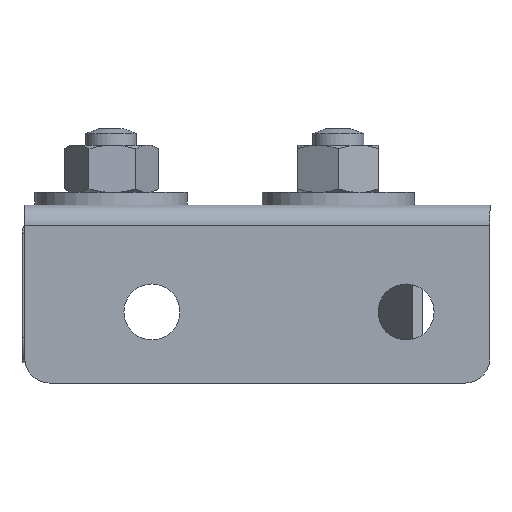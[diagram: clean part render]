
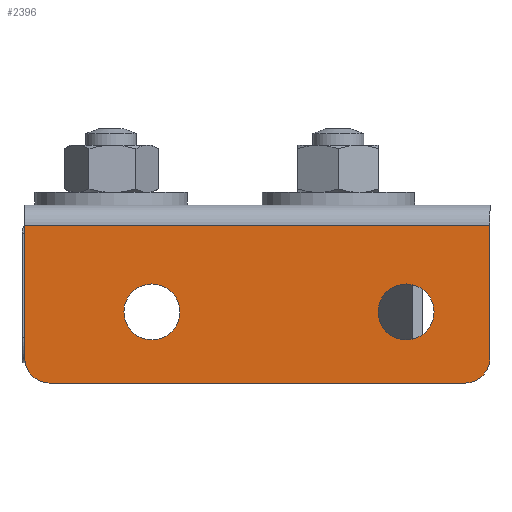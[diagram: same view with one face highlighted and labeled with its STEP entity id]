
A CAD part, left-side view. The second image highlights one B-rep face of the part: STEP entity #2396.
In plain terms, the highlighted face is planar.
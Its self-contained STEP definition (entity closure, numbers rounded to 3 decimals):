
#111=FACE_BOUND('',#354,.T.);
#112=FACE_BOUND('',#355,.T.);
#137=PLANE('',#2655);
#213=FACE_OUTER_BOUND('',#353,.T.);
#353=EDGE_LOOP('',(#1643,#1644,#1645,#1646,#1647,#1648));
#354=EDGE_LOOP('',(#1649,#1650));
#355=EDGE_LOOP('',(#1651,#1652));
#518=LINE('',#3679,#728);
#521=LINE('',#3685,#731);
#522=LINE('',#3689,#732);
#523=LINE('',#3690,#733);
#728=VECTOR('',#2932,10.);
#731=VECTOR('',#2937,10.);
#732=VECTOR('',#2940,10.);
#733=VECTOR('',#2941,10.);
#937=CIRCLE('',#2653,5.);
#938=CIRCLE('',#2656,5.);
#939=CIRCLE('',#2657,5.5);
#940=CIRCLE('',#2658,5.5);
#941=CIRCLE('',#2659,5.5);
#942=CIRCLE('',#2660,5.5);
#1054=VERTEX_POINT('',#3672);
#1055=VERTEX_POINT('',#3674);
#1056=VERTEX_POINT('',#3678);
#1058=VERTEX_POINT('',#3684);
#1059=VERTEX_POINT('',#3686);
#1060=VERTEX_POINT('',#3688);
#1061=VERTEX_POINT('',#3691);
#1062=VERTEX_POINT('',#3692);
#1063=VERTEX_POINT('',#3695);
#1064=VERTEX_POINT('',#3696);
#1281=EDGE_CURVE('',#1054,#1055,#937,.T.);
#1283=EDGE_CURVE('',#1056,#1055,#518,.T.);
#1286=EDGE_CURVE('',#1054,#1058,#521,.T.);
#1287=EDGE_CURVE('',#1059,#1058,#938,.T.);
#1288=EDGE_CURVE('',#1059,#1060,#522,.T.);
#1289=EDGE_CURVE('',#1060,#1056,#523,.T.);
#1290=EDGE_CURVE('',#1061,#1062,#939,.T.);
#1291=EDGE_CURVE('',#1062,#1061,#940,.T.);
#1292=EDGE_CURVE('',#1063,#1064,#941,.T.);
#1293=EDGE_CURVE('',#1064,#1063,#942,.T.);
#1643=ORIENTED_EDGE('',*,*,#1281,.F.);
#1644=ORIENTED_EDGE('',*,*,#1286,.T.);
#1645=ORIENTED_EDGE('',*,*,#1287,.F.);
#1646=ORIENTED_EDGE('',*,*,#1288,.T.);
#1647=ORIENTED_EDGE('',*,*,#1289,.T.);
#1648=ORIENTED_EDGE('',*,*,#1283,.T.);
#1649=ORIENTED_EDGE('',*,*,#1290,.T.);
#1650=ORIENTED_EDGE('',*,*,#1291,.T.);
#1651=ORIENTED_EDGE('',*,*,#1292,.T.);
#1652=ORIENTED_EDGE('',*,*,#1293,.T.);
#2396=ADVANCED_FACE('',(#213,#111,#112),#137,.F.);
#2653=AXIS2_PLACEMENT_3D('',#3675,#2927,#2928);
#2655=AXIS2_PLACEMENT_3D('',#3683,#2935,#2936);
#2656=AXIS2_PLACEMENT_3D('',#3687,#2938,#2939);
#2657=AXIS2_PLACEMENT_3D('',#3693,#2942,#2943);
#2658=AXIS2_PLACEMENT_3D('',#3694,#2944,#2945);
#2659=AXIS2_PLACEMENT_3D('',#3697,#2946,#2947);
#2660=AXIS2_PLACEMENT_3D('',#3698,#2948,#2949);
#2927=DIRECTION('center_axis',(0.,0.,1.));
#2928=DIRECTION('ref_axis',(0.707,0.707,0.));
#2932=DIRECTION('',(1.,0.,0.));
#2935=DIRECTION('center_axis',(0.,0.,1.));
#2936=DIRECTION('ref_axis',(1.,0.,0.));
#2937=DIRECTION('',(0.,-1.,0.));
#2938=DIRECTION('center_axis',(0.,0.,1.));
#2939=DIRECTION('ref_axis',(0.707,-0.707,0.));
#2940=DIRECTION('',(-1.,0.,0.));
#2941=DIRECTION('',(0.,1.,0.));
#2942=DIRECTION('center_axis',(0.,0.,1.));
#2943=DIRECTION('ref_axis',(-1.,0.,0.));
#2944=DIRECTION('center_axis',(0.,0.,1.));
#2945=DIRECTION('ref_axis',(-1.,0.,0.));
#2946=DIRECTION('center_axis',(0.,0.,1.));
#2947=DIRECTION('ref_axis',(-1.,0.,0.));
#2948=DIRECTION('center_axis',(0.,0.,1.));
#2949=DIRECTION('ref_axis',(-1.,0.,0.));
#3672=CARTESIAN_POINT('',(17.5,40.75,0.));
#3674=CARTESIAN_POINT('',(12.5,45.75,0.));
#3675=CARTESIAN_POINT('Origin',(12.5,40.75,0.));
#3678=CARTESIAN_POINT('',(-13.5,45.75,0.));
#3679=CARTESIAN_POINT('',(-17.5,45.75,0.));
#3683=CARTESIAN_POINT('Origin',(0.,0.,0.));
#3684=CARTESIAN_POINT('',(17.5,-40.75,0.));
#3685=CARTESIAN_POINT('',(17.5,45.75,0.));
#3686=CARTESIAN_POINT('',(12.5,-45.75,0.));
#3687=CARTESIAN_POINT('Origin',(12.5,-40.75,0.));
#3688=CARTESIAN_POINT('',(-13.5,-45.75,0.));
#3689=CARTESIAN_POINT('',(17.5,-45.75,0.));
#3690=CARTESIAN_POINT('',(-13.5,-22.875,0.));
#3691=CARTESIAN_POINT('',(-2.,-29.25,0.));
#3692=CARTESIAN_POINT('',(9.,-29.25,0.));
#3693=CARTESIAN_POINT('Origin',(3.5,-29.25,0.));
#3694=CARTESIAN_POINT('Origin',(3.5,-29.25,0.));
#3695=CARTESIAN_POINT('',(-2.,20.75,0.));
#3696=CARTESIAN_POINT('',(9.,20.75,0.));
#3697=CARTESIAN_POINT('Origin',(3.5,20.75,0.));
#3698=CARTESIAN_POINT('Origin',(3.5,20.75,0.));
